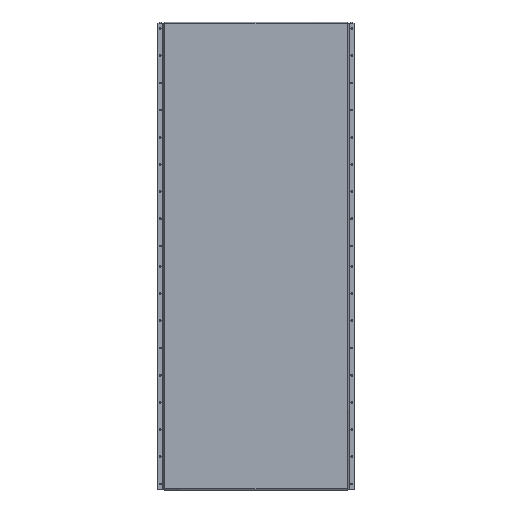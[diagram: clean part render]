
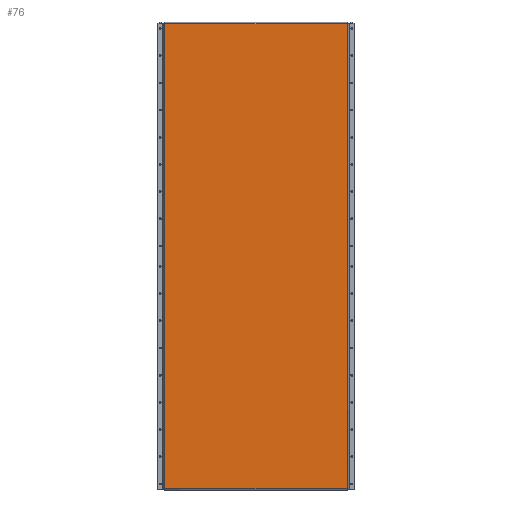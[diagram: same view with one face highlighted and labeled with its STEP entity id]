
A CAD part, front view. The second image highlights one B-rep face of the part: STEP entity #76.
In plain terms, the highlighted planar face has unit normal (0, -1, 0).
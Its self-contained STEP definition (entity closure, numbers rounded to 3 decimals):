
#76 = ADVANCED_FACE ( 'NONE', ( #600 ), #1376, .T. ) ;
#476 = CARTESIAN_POINT ( 'NONE',  ( 0., 0., 0. ) ) ;
#490 = EDGE_CURVE ( 'NONE', #620, #4106, #1345, .T. ) ;
#538 = CARTESIAN_POINT ( 'NONE',  ( 677., 0., 0. ) ) ;
#600 = FACE_OUTER_BOUND ( 'NONE', #1452, .T. ) ;
#620 = VERTEX_POINT ( 'NONE', #4040 ) ;
#678 = ORIENTED_EDGE ( 'NONE', *, *, #490, .T. ) ;
#1028 = VECTOR ( 'NONE', #2819, 1000. ) ;
#1098 = VECTOR ( 'NONE', #4378, 1000. ) ;
#1101 = EDGE_CURVE ( 'NONE', #2381, #4106, #3002, .T. ) ;
#1345 = LINE ( 'NONE', #4403, #1098 ) ;
#1376 = PLANE ( 'NONE',  #2355 ) ;
#1452 = EDGE_LOOP ( 'NONE', ( #5359, #1482, #2248, #678 ) ) ;
#1482 = ORIENTED_EDGE ( 'NONE', *, *, #5383, .F. ) ;
#1550 = CARTESIAN_POINT ( 'NONE',  ( 677., 0., 1712. ) ) ;
#1787 = CARTESIAN_POINT ( 'NONE',  ( 0., 0., 1712. ) ) ;
#1893 = CARTESIAN_POINT ( 'NONE',  ( 4., 0., 0. ) ) ;
#2002 = LINE ( 'NONE', #1550, #1028 ) ;
#2237 = LINE ( 'NONE', #1787, #3107 ) ;
#2248 = ORIENTED_EDGE ( 'NONE', *, *, #5310, .T. ) ;
#2355 = AXIS2_PLACEMENT_3D ( 'NONE', #4459, #2651, #4022 ) ;
#2381 = VERTEX_POINT ( 'NONE', #538 ) ;
#2651 = DIRECTION ( 'NONE',  ( 0., -1., 0. ) ) ;
#2819 = DIRECTION ( 'NONE',  ( 0., 0., -1. ) ) ;
#3002 = LINE ( 'NONE', #476, #3782 ) ;
#3107 = VECTOR ( 'NONE', #3509, 1000. ) ;
#3352 = CARTESIAN_POINT ( 'NONE',  ( 677., 0., 1712. ) ) ;
#3509 = DIRECTION ( 'NONE',  ( -1., 0., 0. ) ) ;
#3782 = VECTOR ( 'NONE', #3786, 1000. ) ;
#3786 = DIRECTION ( 'NONE',  ( -1., 0., 0. ) ) ;
#3850 = VERTEX_POINT ( 'NONE', #3352 ) ;
#4022 = DIRECTION ( 'NONE',  ( 0., 0., -1. ) ) ;
#4040 = CARTESIAN_POINT ( 'NONE',  ( 4., 0., 1712. ) ) ;
#4106 = VERTEX_POINT ( 'NONE', #1893 ) ;
#4378 = DIRECTION ( 'NONE',  ( 0., 0., -1. ) ) ;
#4403 = CARTESIAN_POINT ( 'NONE',  ( 4., 0., 1712. ) ) ;
#4459 = CARTESIAN_POINT ( 'NONE',  ( 0., 0., 1712. ) ) ;
#5310 = EDGE_CURVE ( 'NONE', #3850, #620, #2237, .T. ) ;
#5359 = ORIENTED_EDGE ( 'NONE', *, *, #1101, .F. ) ;
#5383 = EDGE_CURVE ( 'NONE', #3850, #2381, #2002, .T. ) ;
